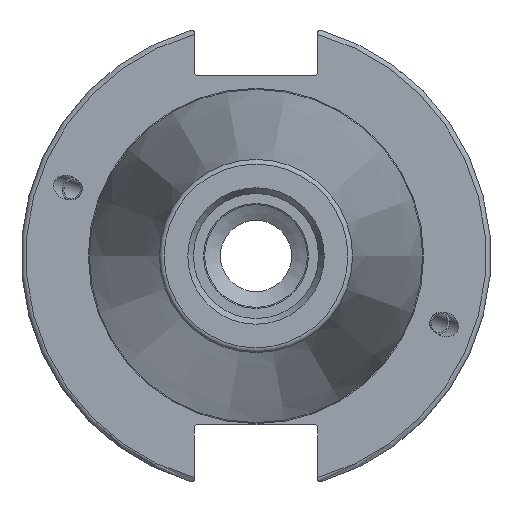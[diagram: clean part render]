
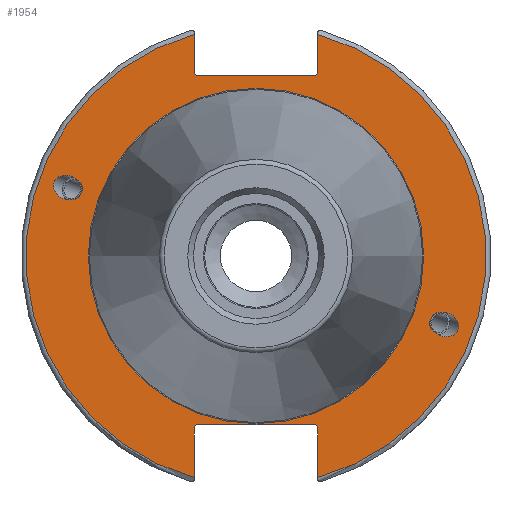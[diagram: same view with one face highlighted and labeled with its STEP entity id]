
A CAD part, left-side view. The second image highlights one B-rep face of the part: STEP entity #1954.
In plain terms, the highlighted planar face has unit normal (-1, 0, 0).
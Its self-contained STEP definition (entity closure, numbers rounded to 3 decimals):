
#40=ELLIPSE('',#2162,3.052,2.5);
#50=ELLIPSE('',#2191,3.052,2.5);
#60=FACE_BOUND('',#315,.T.);
#61=FACE_BOUND('',#316,.T.);
#62=FACE_BOUND('',#317,.T.);
#75=PLANE('',#2210);
#207=FACE_OUTER_BOUND('',#314,.T.);
#314=EDGE_LOOP('',(#1588,#1589,#1590,#1591,#1592,#1593,#1594,#1595,#1596,
#1597,#1598,#1599));
#315=EDGE_LOOP('',(#1600));
#316=EDGE_LOOP('',(#1601));
#317=EDGE_LOOP('',(#1602,#1603));
#401=LINE('',#3406,#496);
#402=LINE('',#3408,#497);
#403=LINE('',#3410,#498);
#404=LINE('',#3412,#499);
#405=LINE('',#3414,#500);
#406=LINE('',#3418,#501);
#407=LINE('',#3420,#502);
#408=LINE('',#3422,#503);
#409=LINE('',#3424,#504);
#410=LINE('',#3425,#505);
#496=VECTOR('',#2711,10.);
#497=VECTOR('',#2712,10.);
#498=VECTOR('',#2713,10.);
#499=VECTOR('',#2714,10.);
#500=VECTOR('',#2715,10.);
#501=VECTOR('',#2718,10.);
#502=VECTOR('',#2719,10.);
#503=VECTOR('',#2720,10.);
#504=VECTOR('',#2721,10.);
#505=VECTOR('',#2722,10.);
#674=CIRCLE('',#2206,35.125);
#675=CIRCLE('',#2207,35.125);
#678=CIRCLE('',#2211,48.213);
#679=CIRCLE('',#2212,48.213);
#815=VERTEX_POINT('',#3262);
#836=VERTEX_POINT('',#3365);
#845=VERTEX_POINT('',#3393);
#846=VERTEX_POINT('',#3395);
#848=VERTEX_POINT('',#3402);
#849=VERTEX_POINT('',#3403);
#850=VERTEX_POINT('',#3405);
#851=VERTEX_POINT('',#3407);
#852=VERTEX_POINT('',#3409);
#853=VERTEX_POINT('',#3411);
#854=VERTEX_POINT('',#3413);
#855=VERTEX_POINT('',#3415);
#856=VERTEX_POINT('',#3417);
#857=VERTEX_POINT('',#3419);
#858=VERTEX_POINT('',#3421);
#859=VERTEX_POINT('',#3423);
#1069=EDGE_CURVE('',#815,#815,#40,.T.);
#1098=EDGE_CURVE('',#836,#836,#50,.T.);
#1111=EDGE_CURVE('',#845,#846,#674,.T.);
#1112=EDGE_CURVE('',#846,#845,#675,.T.);
#1115=EDGE_CURVE('',#848,#849,#678,.T.);
#1116=EDGE_CURVE('',#848,#850,#401,.T.);
#1117=EDGE_CURVE('',#851,#850,#402,.T.);
#1118=EDGE_CURVE('',#851,#852,#403,.T.);
#1119=EDGE_CURVE('',#853,#852,#404,.T.);
#1120=EDGE_CURVE('',#853,#854,#405,.T.);
#1121=EDGE_CURVE('',#855,#854,#679,.T.);
#1122=EDGE_CURVE('',#855,#856,#406,.T.);
#1123=EDGE_CURVE('',#857,#856,#407,.T.);
#1124=EDGE_CURVE('',#857,#858,#408,.T.);
#1125=EDGE_CURVE('',#859,#858,#409,.T.);
#1126=EDGE_CURVE('',#859,#849,#410,.T.);
#1588=ORIENTED_EDGE('',*,*,#1115,.F.);
#1589=ORIENTED_EDGE('',*,*,#1116,.T.);
#1590=ORIENTED_EDGE('',*,*,#1117,.F.);
#1591=ORIENTED_EDGE('',*,*,#1118,.T.);
#1592=ORIENTED_EDGE('',*,*,#1119,.F.);
#1593=ORIENTED_EDGE('',*,*,#1120,.T.);
#1594=ORIENTED_EDGE('',*,*,#1121,.F.);
#1595=ORIENTED_EDGE('',*,*,#1122,.T.);
#1596=ORIENTED_EDGE('',*,*,#1123,.F.);
#1597=ORIENTED_EDGE('',*,*,#1124,.T.);
#1598=ORIENTED_EDGE('',*,*,#1125,.F.);
#1599=ORIENTED_EDGE('',*,*,#1126,.T.);
#1600=ORIENTED_EDGE('',*,*,#1069,.T.);
#1601=ORIENTED_EDGE('',*,*,#1098,.T.);
#1602=ORIENTED_EDGE('',*,*,#1112,.F.);
#1603=ORIENTED_EDGE('',*,*,#1111,.F.);
#1954=ADVANCED_FACE('',(#207,#60,#61,#62),#75,.T.);
#2162=AXIS2_PLACEMENT_3D('',#3264,#2600,#2601);
#2191=AXIS2_PLACEMENT_3D('',#3367,#2665,#2666);
#2206=AXIS2_PLACEMENT_3D('',#3396,#2699,#2700);
#2207=AXIS2_PLACEMENT_3D('',#3397,#2701,#2702);
#2210=AXIS2_PLACEMENT_3D('',#3401,#2707,#2708);
#2211=AXIS2_PLACEMENT_3D('',#3404,#2709,#2710);
#2212=AXIS2_PLACEMENT_3D('',#3416,#2716,#2717);
#2600=DIRECTION('center_axis',(1.,0.,0.));
#2601=DIRECTION('ref_axis',(0.,-0.94,-0.342));
#2665=DIRECTION('center_axis',(1.,0.,0.));
#2666=DIRECTION('ref_axis',(0.,0.94,0.342));
#2699=DIRECTION('center_axis',(-1.,0.,0.));
#2700=DIRECTION('ref_axis',(0.,-1.,0.));
#2701=DIRECTION('center_axis',(-1.,0.,0.));
#2702=DIRECTION('ref_axis',(0.,-1.,0.));
#2707=DIRECTION('center_axis',(-1.,0.,0.));
#2708=DIRECTION('ref_axis',(0.,0.,1.));
#2709=DIRECTION('center_axis',(1.,0.,0.));
#2710=DIRECTION('ref_axis',(0.,-1.,0.));
#2711=DIRECTION('',(0.,0.,-1.));
#2712=DIRECTION('',(0.,-0.707,0.707));
#2713=DIRECTION('',(0.,1.,0.));
#2714=DIRECTION('',(0.,-0.707,-0.707));
#2715=DIRECTION('',(0.,0.,1.));
#2716=DIRECTION('center_axis',(1.,0.,0.));
#2717=DIRECTION('ref_axis',(0.,1.,0.));
#2718=DIRECTION('',(0.,0.,1.));
#2719=DIRECTION('',(0.,0.707,-0.707));
#2720=DIRECTION('',(0.,-1.,0.));
#2721=DIRECTION('',(0.,0.707,0.707));
#2722=DIRECTION('',(0.,0.,-1.));
#3262=CARTESIAN_POINT('',(3.175,-36.599,-13.321));
#3264=CARTESIAN_POINT('Origin',(3.175,-39.467,-14.365));
#3365=CARTESIAN_POINT('',(3.175,36.599,13.321));
#3367=CARTESIAN_POINT('Origin',(3.175,39.467,14.365));
#3393=CARTESIAN_POINT('',(3.175,0.,35.125));
#3395=CARTESIAN_POINT('',(3.175,35.125,0.));
#3396=CARTESIAN_POINT('Origin',(3.175,0.,0.));
#3397=CARTESIAN_POINT('Origin',(3.175,0.,0.));
#3401=CARTESIAN_POINT('Origin',(3.175,49.213,0.));
#3402=CARTESIAN_POINT('',(3.175,-12.95,46.441));
#3403=CARTESIAN_POINT('',(3.175,-12.95,-46.441));
#3404=CARTESIAN_POINT('Origin',(3.175,0.,0.));
#3405=CARTESIAN_POINT('',(3.175,-12.95,38.219));
#3406=CARTESIAN_POINT('',(3.175,-12.95,18.86));
#3407=CARTESIAN_POINT('',(3.175,-12.45,37.719));
#3408=CARTESIAN_POINT('',(3.175,12.27,12.999));
#3409=CARTESIAN_POINT('',(3.175,12.45,37.719));
#3410=CARTESIAN_POINT('',(3.175,24.606,37.719));
#3411=CARTESIAN_POINT('',(3.175,12.95,38.219));
#3412=CARTESIAN_POINT('',(3.175,12.336,37.605));
#3413=CARTESIAN_POINT('',(3.175,12.95,46.441));
#3414=CARTESIAN_POINT('',(3.175,12.95,18.86));
#3415=CARTESIAN_POINT('',(3.175,12.95,-46.441));
#3416=CARTESIAN_POINT('Origin',(3.175,0.,0.));
#3417=CARTESIAN_POINT('',(3.175,12.95,-35.806));
#3418=CARTESIAN_POINT('',(3.175,12.95,-17.653));
#3419=CARTESIAN_POINT('',(3.175,12.45,-35.306));
#3420=CARTESIAN_POINT('',(3.175,12.939,-35.795));
#3421=CARTESIAN_POINT('',(3.175,-12.45,-35.306));
#3422=CARTESIAN_POINT('',(3.175,24.606,-35.306));
#3423=CARTESIAN_POINT('',(3.175,-12.95,-35.806));
#3424=CARTESIAN_POINT('',(3.175,11.667,-11.189));
#3425=CARTESIAN_POINT('',(3.175,-12.95,-17.653));
